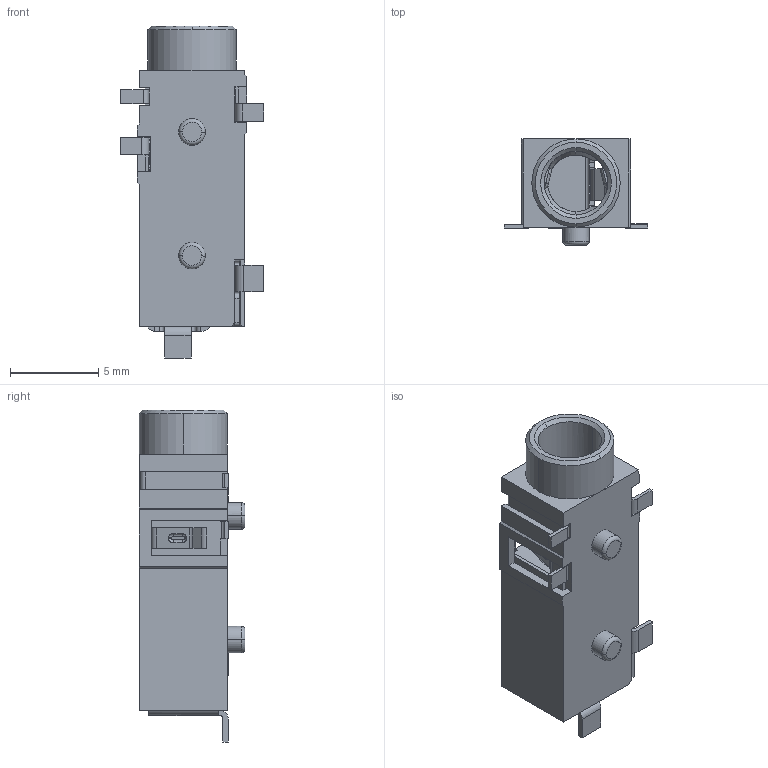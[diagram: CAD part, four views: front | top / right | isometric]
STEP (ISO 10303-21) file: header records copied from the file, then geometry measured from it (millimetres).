
FILE_DESCRIPTION(('FreeCAD Model'),'2;1');
FILE_NAME('Open CASCADE Shape Model','2025-03-22T19:21:09',( 'kicad StepUp'),('ksu MCAD'),'Open CASCADE STEP processor 7.8', 'FreeCAD','Unknown');
FILE_SCHEMA(('AUTOMOTIVE_DESIGN { 1 0 10303 214 1 1 1 1 }'));
Length unit declared in the file: millimetre
Products named in the file (1): CUI_DEVICES_SJ2-3593D-SMT-TR
Bounding box: 8.1 x 6 x 18.8 mm (x, y, z)
Volume: 273.3 mm3; surface area: 957.3 mm2
Topology: 1 solids, 1 shells, 548 faces, 1652 edges, 1068 vertices
Faces by surface type: plane 359, cylinder 151, bspline 18, cone 13, torus 4, sphere 3
Entity records: 18910 total; most frequent: CARTESIAN_POINT 3969, ORIENTED_EDGE 3302, DIRECTION 2947, EDGE_CURVE 1651, LINE 1229, VECTOR 1229, VERTEX_POINT 1068, AXIS2_PLACEMENT_3D 859
